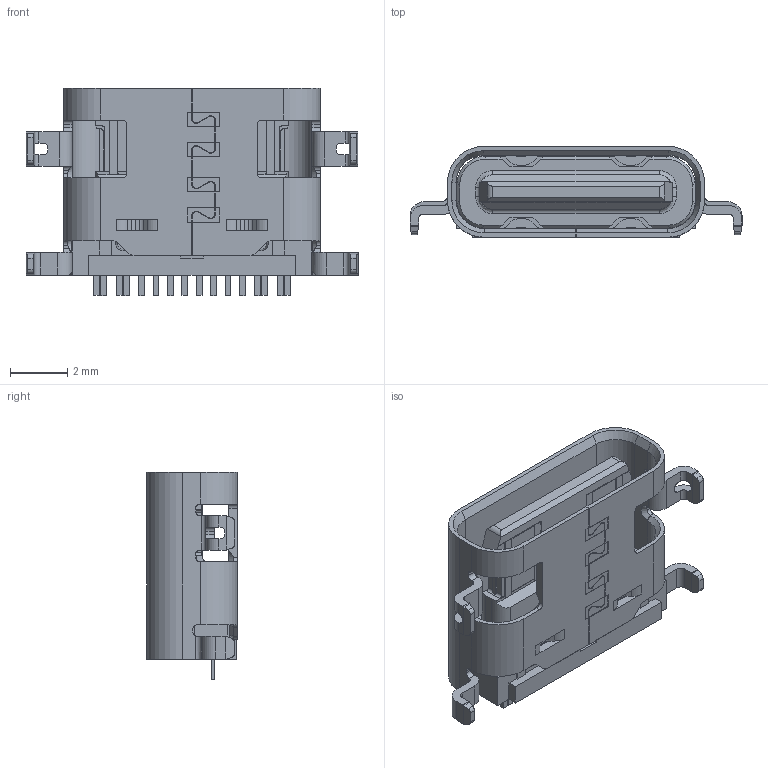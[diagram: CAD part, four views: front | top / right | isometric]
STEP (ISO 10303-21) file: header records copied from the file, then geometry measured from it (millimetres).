
FILE_DESCRIPTION(('STEP AP242'),'1');
FILE_NAME('usb4500-03-0-a.stp','2022-11-01T17:31:31',('TraceParts'),('TraceParts S.A.'),'Spatial InterOp 3D',' ',' ');
FILE_SCHEMA(('AP242_MANAGED_MODEL_BASED_3D_ENGINEERING_MIM_LF {1 0 10303 442 1 1 4}'));
Length unit declared in the file: millimetre
Products named in the file (1): usb4500-03-0-a_1
Bounding box: 11.55 x 3.16 x 7.2 mm (x, y, z)
Volume: 98.1 mm3; surface area: 439.1 mm2
Topology: 2 solids, 2 shells, 820 faces, 2264 edges, 1453 vertices
Faces by surface type: plane 602, cylinder 182, cone 32, bspline 4
Entity records: 27225 total; most frequent: CARTESIAN_POINT 4913, ORIENTED_EDGE 4528, DIRECTION 4220, EDGE_CURVE 2264, LINE 1796, VECTOR 1796, VERTEX_POINT 1453, AXIS2_PLACEMENT_3D 1212
